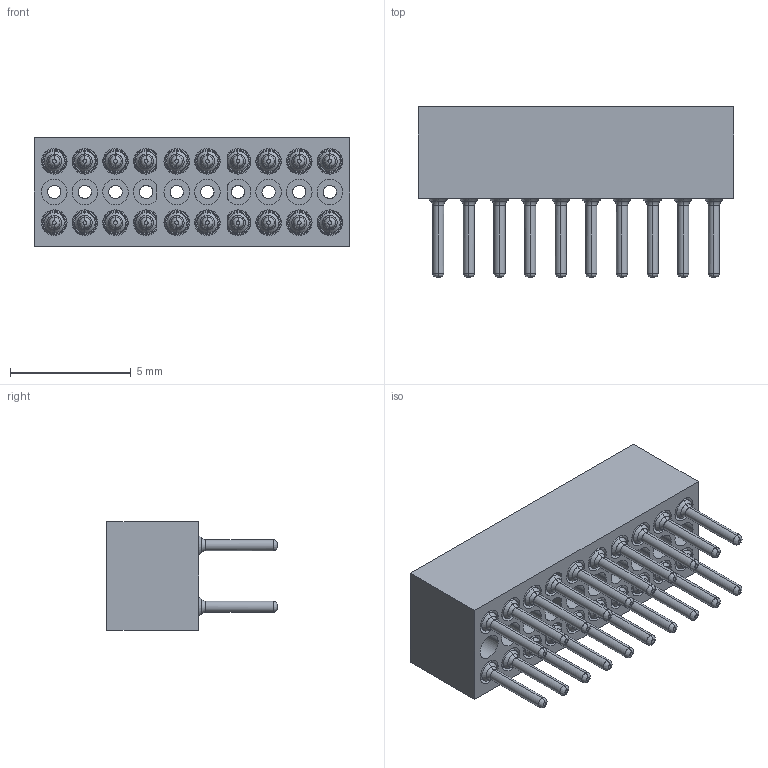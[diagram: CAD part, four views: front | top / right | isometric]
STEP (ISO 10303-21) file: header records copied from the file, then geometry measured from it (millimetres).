
FILE_DESCRIPTION( ('This file contains a STEP AP42 implementation' ,'as created by ZW3D STEP Interface translator.') ,'2;1' );
FILE_NAME( '3525-382XXSXX060X1.stp' ,'231014.134115', (''), ('ZWCAD Software Co.'), 'Version 1.0', 'ZW3D to STEP translator', '' );
FILE_SCHEMA(('AUTOMOTIVE_DESIGN { 1 0 10303 214 1 1 1 1 }'));
Length unit declared in the file: millimetre
Products named in the file (1): 0
Bounding box: 13.11 x 7.06 x 4.52 mm (x, y, z)
Volume: 167.4 mm3; surface area: 1198.6 mm2
Topology: 41 solids, 41 shells, 2164 faces, 4944 edges, 2968 vertices
Faces by surface type: cylinder 797, plane 688, cone 599, torus 40, bspline 40
Full cylindrical faces by diameter (mm): 0.55 x3
Entity records: 105360 total; most frequent: CARTESIAN_POINT 64761, ORIENTED_EDGE 9880, EDGE_CURVE 4940, B_SPLINE_CURVE_WITH_KNOTS 4756, DIRECTION 4402, VERTEX_POINT 2968, EDGE_LOOP 2374, AXIS2_PLACEMENT_3D 2165
